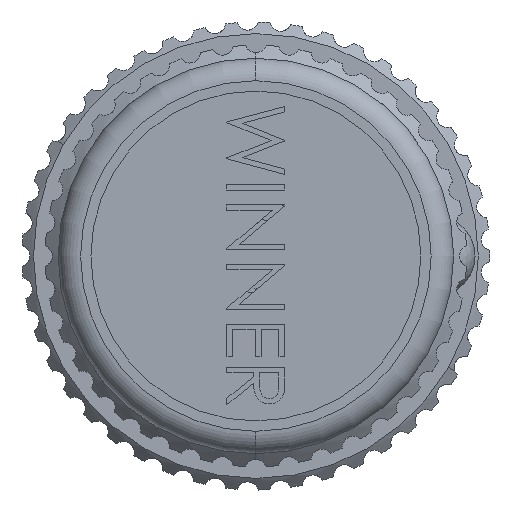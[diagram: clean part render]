
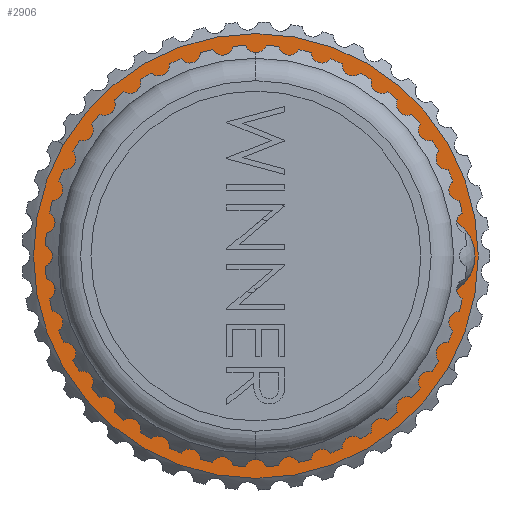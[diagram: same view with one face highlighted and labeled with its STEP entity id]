
A CAD part, left-side view. The second image highlights one B-rep face of the part: STEP entity #2906.
In plain terms, the highlighted planar face has unit normal (-1, 0, 0).
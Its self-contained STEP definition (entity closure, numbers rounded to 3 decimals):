
#2906 = ADVANCED_FACE ( 'NONE', ( #20197, #26371 ), #13227, .T. ) ;
#4419 = CIRCLE ( 'NONE', #42685, 8.56 ) ;
#4772 = VERTEX_POINT ( 'NONE', #29828 ) ;
#5099 = DIRECTION ( 'NONE',  ( -1., 0., 0. ) ) ;
#5613 = DIRECTION ( 'NONE',  ( -1., 0., 0. ) ) ;
#5649 = CARTESIAN_POINT ( 'NONE',  ( -14.1, 0., 0. ) ) ;
#7059 = EDGE_CURVE ( 'NONE', #34606, #35011, #4419, .T. ) ;
#8147 = ORIENTED_EDGE ( 'NONE', *, *, #50533, .T. ) ;
#8509 = CIRCLE ( 'NONE', #24597, 8.56 ) ;
#8590 = EDGE_CURVE ( 'NONE', #35011, #34606, #8509, .T. ) ;
#9795 = DIRECTION ( 'NONE',  ( 0., -0.866, -0.5 ) ) ;
#10324 = DIRECTION ( 'NONE',  ( 0., -0.866, -0.5 ) ) ;
#13227 = PLANE ( 'NONE',  #38570 ) ;
#14095 = CARTESIAN_POINT ( 'NONE',  ( -14.1, 0., 0. ) ) ;
#14224 = ORIENTED_EDGE ( 'NONE', *, *, #52537, .T. ) ;
#14696 = ORIENTED_EDGE ( 'NONE', *, *, #7059, .F. ) ;
#18701 = DIRECTION ( 'NONE',  ( -1., 0., 0. ) ) ;
#19803 = AXIS2_PLACEMENT_3D ( 'NONE', #5649, #45993, #10324 ) ;
#20197 = FACE_BOUND ( 'NONE', #21295, .T. ) ;
#21295 = EDGE_LOOP ( 'NONE', ( #21323, #14696 ) ) ;
#21323 = ORIENTED_EDGE ( 'NONE', *, *, #8590, .F. ) ;
#24597 = AXIS2_PLACEMENT_3D ( 'NONE', #54564, #18701, #9795 ) ;
#25213 = CARTESIAN_POINT ( 'NONE',  ( -14.1, -13.25, -7.65 ) ) ;
#26371 = FACE_OUTER_BOUND ( 'NONE', #30247, .T. ) ;
#27587 = DIRECTION ( 'NONE',  ( -1., 0., 0. ) ) ;
#29211 = CARTESIAN_POINT ( 'NONE',  ( -14.1, -7.413, -4.28 ) ) ;
#29828 = CARTESIAN_POINT ( 'NONE',  ( -14.1, 13.25, 7.65 ) ) ;
#30247 = EDGE_LOOP ( 'NONE', ( #8147, #14224 ) ) ;
#30392 = CARTESIAN_POINT ( 'NONE',  ( -14.1, 7.413, 4.28 ) ) ;
#34324 = CIRCLE ( 'NONE', #40141, 15.3 ) ;
#34606 = VERTEX_POINT ( 'NONE', #30392 ) ;
#35011 = VERTEX_POINT ( 'NONE', #29211 ) ;
#36549 = CARTESIAN_POINT ( 'NONE',  ( -14.1, 0., 0. ) ) ;
#36867 = CARTESIAN_POINT ( 'NONE',  ( -14.1, 0., 0. ) ) ;
#38570 = AXIS2_PLACEMENT_3D ( 'NONE', #36549, #5099, #49884 ) ;
#40141 = AXIS2_PLACEMENT_3D ( 'NONE', #14095, #27587, #45352 ) ;
#42685 = AXIS2_PLACEMENT_3D ( 'NONE', #36867, #5613, #55688 ) ;
#44607 = CIRCLE ( 'NONE', #19803, 15.3 ) ;
#45352 = DIRECTION ( 'NONE',  ( 0., -0.866, -0.5 ) ) ;
#45993 = DIRECTION ( 'NONE',  ( -1., 0., 0. ) ) ;
#49884 = DIRECTION ( 'NONE',  ( 0., -0.866, -0.5 ) ) ;
#50533 = EDGE_CURVE ( 'NONE', #4772, #57507, #34324, .T. ) ;
#52537 = EDGE_CURVE ( 'NONE', #57507, #4772, #44607, .T. ) ;
#54564 = CARTESIAN_POINT ( 'NONE',  ( -14.1, 0., 0. ) ) ;
#55688 = DIRECTION ( 'NONE',  ( 0., -0.866, -0.5 ) ) ;
#57507 = VERTEX_POINT ( 'NONE', #25213 ) ;
